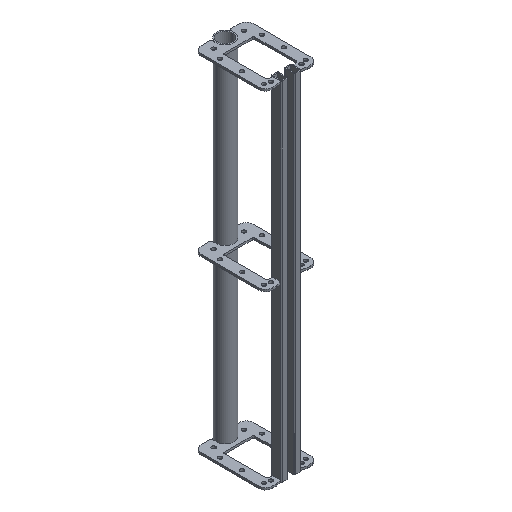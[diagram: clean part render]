
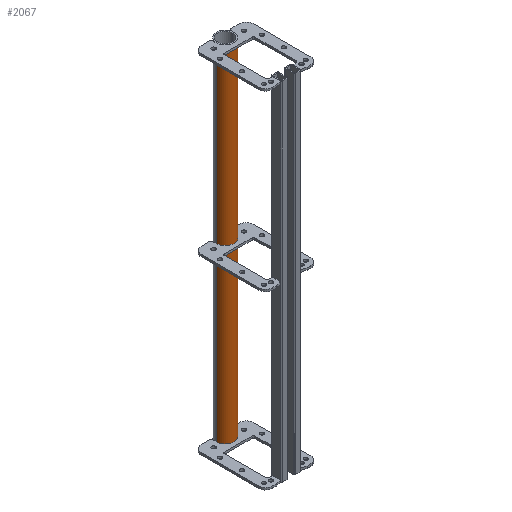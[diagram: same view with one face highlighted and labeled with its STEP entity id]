
A CAD part, isometric view. The second image highlights one B-rep face of the part: STEP entity #2067.
In plain terms, the highlighted cylindrical face has radius 12.7 mm (diameter 25.4 mm), a partial arc.
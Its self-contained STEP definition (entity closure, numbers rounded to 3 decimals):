
#9 = VERTEX_POINT ( 'NONE', #1599 ) ;
#67 = VECTOR ( 'NONE', #1419, 1000. ) ;
#91 = CARTESIAN_POINT ( 'NONE',  ( 12.7, 0., 500. ) ) ;
#97 = VECTOR ( 'NONE', #1945, 1000. ) ;
#110 = VERTEX_POINT ( 'NONE', #2758 ) ;
#278 = ORIENTED_EDGE ( 'NONE', *, *, #1239, .T. ) ;
#321 = CARTESIAN_POINT ( 'NONE',  ( -12.7, 0., 0. ) ) ;
#368 = EDGE_CURVE ( 'NONE', #2272, #110, #1152, .T. ) ;
#426 = CARTESIAN_POINT ( 'NONE',  ( 0., 0., 500. ) ) ;
#430 = CARTESIAN_POINT ( 'NONE',  ( -12.7, 0., 500. ) ) ;
#560 = AXIS2_PLACEMENT_3D ( 'NONE', #426, #1539, #2161 ) ;
#629 = ORIENTED_EDGE ( 'NONE', *, *, #368, .F. ) ;
#669 = LINE ( 'NONE', #430, #97 ) ;
#671 = DIRECTION ( 'NONE',  ( 0., 0., 1. ) ) ;
#761 = CYLINDRICAL_SURFACE ( 'NONE', #560, 12.7 ) ;
#819 = EDGE_CURVE ( 'NONE', #110, #9, #880, .T. ) ;
#880 = LINE ( 'NONE', #91, #67 ) ;
#957 = AXIS2_PLACEMENT_3D ( 'NONE', #1091, #671, #1981 ) ;
#987 = AXIS2_PLACEMENT_3D ( 'NONE', #2397, #2570, #2784 ) ;
#1036 = EDGE_CURVE ( 'NONE', #2272, #1392, #669, .T. ) ;
#1091 = CARTESIAN_POINT ( 'NONE',  ( 0., 0., 0. ) ) ;
#1152 = CIRCLE ( 'NONE', #987, 12.7 ) ;
#1178 = EDGE_LOOP ( 'NONE', ( #1284, #629, #1430, #278 ) ) ;
#1239 = EDGE_CURVE ( 'NONE', #1392, #9, #2362, .T. ) ;
#1284 = ORIENTED_EDGE ( 'NONE', *, *, #819, .F. ) ;
#1392 = VERTEX_POINT ( 'NONE', #321 ) ;
#1419 = DIRECTION ( 'NONE',  ( 0., 0., -1. ) ) ;
#1430 = ORIENTED_EDGE ( 'NONE', *, *, #1036, .T. ) ;
#1539 = DIRECTION ( 'NONE',  ( 0., 0., -1. ) ) ;
#1599 = CARTESIAN_POINT ( 'NONE',  ( 12.7, 0., 0. ) ) ;
#1856 = CARTESIAN_POINT ( 'NONE',  ( -12.7, 0., 500. ) ) ;
#1945 = DIRECTION ( 'NONE',  ( 0., 0., -1. ) ) ;
#1981 = DIRECTION ( 'NONE',  ( 1., 0., 0. ) ) ;
#2067 = ADVANCED_FACE ( 'NONE', ( #2126 ), #761, .T. ) ;
#2126 = FACE_OUTER_BOUND ( 'NONE', #1178, .T. ) ;
#2161 = DIRECTION ( 'NONE',  ( -1., 0., 0. ) ) ;
#2272 = VERTEX_POINT ( 'NONE', #1856 ) ;
#2362 = CIRCLE ( 'NONE', #957, 12.7 ) ;
#2397 = CARTESIAN_POINT ( 'NONE',  ( 0., 0., 500. ) ) ;
#2570 = DIRECTION ( 'NONE',  ( 0., 0., 1. ) ) ;
#2758 = CARTESIAN_POINT ( 'NONE',  ( 12.7, 0., 500. ) ) ;
#2784 = DIRECTION ( 'NONE',  ( 1., 0., 0. ) ) ;
